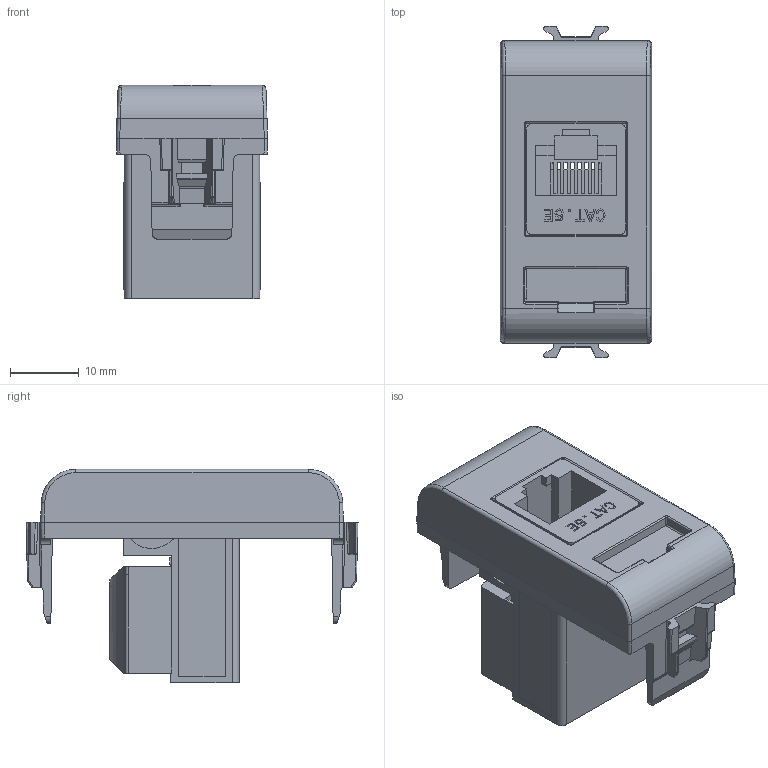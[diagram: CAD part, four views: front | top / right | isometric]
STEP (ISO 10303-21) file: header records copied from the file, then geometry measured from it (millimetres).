
FILE_DESCRIPTION(('CATIA V5 STEP Exchange','CAx-IF Rec.Pracs.--- Model Styling and Organization---1.4--- 2014-01-23'),'2;1');
FILE_NAME('GW10421.stp','2024-02-06T13:37:42+00:00',('none'),('none'),'CATIA Version 5-6 Release 2019 SP6','CATIA V5 STEP AP214 v1','none');
FILE_SCHEMA(('AUTOMOTIVE_DESIGN { 1 0 10303 214 1 1 1 1 }'));
Length unit declared in the file: millimetre
Products named in the file (1): GW10421
Bounding box: 22 x 48.25 x 31 mm (x, y, z)
Volume: 13821.7 mm3; surface area: 10697.3 mm2
Topology: 1 solids, 2 shells, 635 faces, 1858 edges, 1193 vertices
Faces by surface type: plane 446, cylinder 131, bspline 33, sphere 12, torus 8, extrusion 5
Entity records: 21920 total; most frequent: CARTESIAN_POINT 6060, ORIENTED_EDGE 3692, DIRECTION 2500, EDGE_CURVE 1846, VECTOR 1433, LINE 1428, VERTEX_POINT 1193, EDGE_LOOP 651
